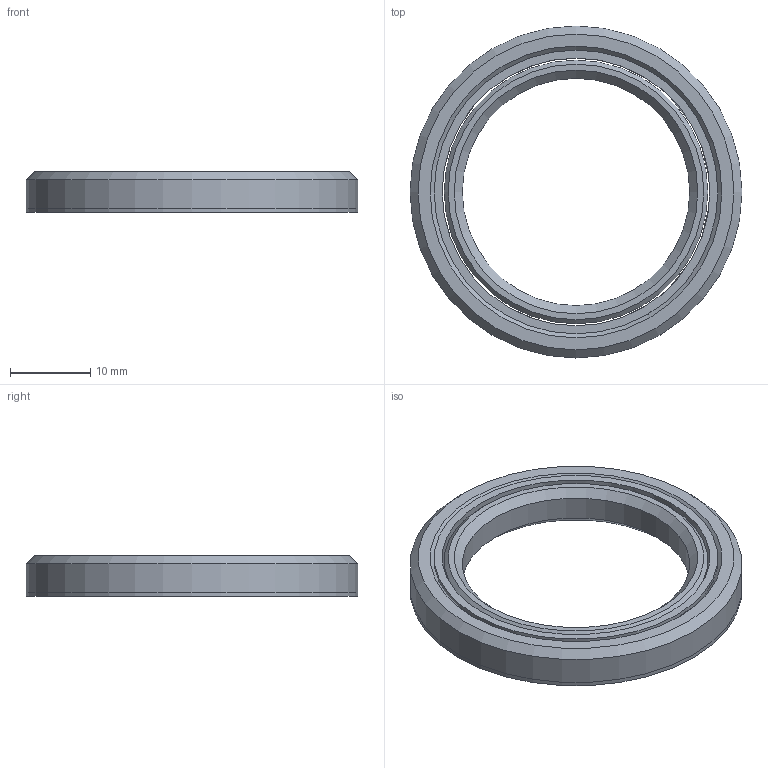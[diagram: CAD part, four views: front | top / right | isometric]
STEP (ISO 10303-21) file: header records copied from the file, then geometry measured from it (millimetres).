
FILE_DESCRIPTION(/* description */ (''),/* implementation_level */ '2;1');
FILE_NAME(/* name */ 'Bearing v19.step',/* time_stamp */ '2024-05-30T11:53:05+02:00',/* author */ (''),/* organization */ (''),/* preprocessor_version */ 'ST-DEVELOPER v20',/* originating_system */ 'Autodesk Translation Framework v12.20.1.177',/* authorisation */ '');
FILE_SCHEMA (('AUTOMOTIVE_DESIGN { 1 0 10303 214 3 1 1 }'));
Length unit declared in the file: millimetre
Products named in the file (1): Cage
Bounding box: 41.3 x 41.3 x 5 mm (x, y, z)
Volume: 2753.3 mm3; surface area: 5338.5 mm2
Topology: 4 solids, 4 shells, 38 faces, 87 edges, 59 vertices
Faces by surface type: cylinder 18, plane 10, cone 7, torus 3
Full cylindrical faces by diameter (mm): 3.3 x7, 28.3 x1, 32.8 x2, 33.3 x1, 35.3 x3, 37.65 x1, 37.85 x1, 41.3 x2
Entity records: 1597 total; most frequent: CARTESIAN_POINT 661, ORIENTED_EDGE 174, DIRECTION 171, EDGE_CURVE 87, AXIS2_PLACEMENT_3D 73, EDGE_LOOP 62, VERTEX_POINT 59, FACE_OUTER_BOUND 38
